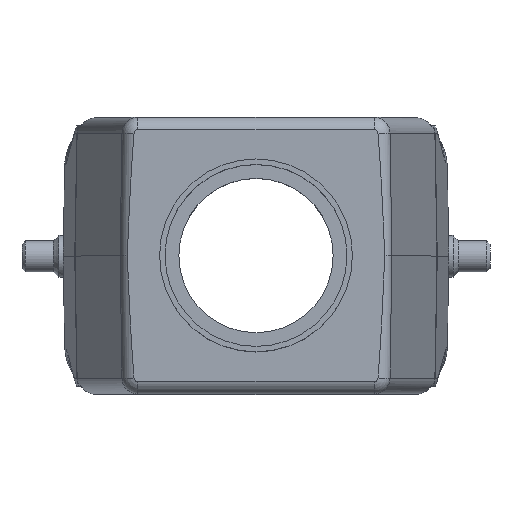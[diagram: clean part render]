
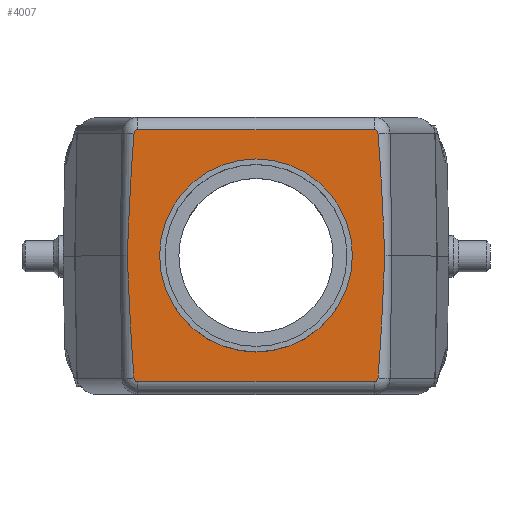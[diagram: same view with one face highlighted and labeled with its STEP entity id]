
A CAD part, top view. The second image highlights one B-rep face of the part: STEP entity #4007.
In plain terms, the highlighted planar face has unit normal (0, 0, 1).
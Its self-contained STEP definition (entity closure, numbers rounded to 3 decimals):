
#2962=FACE_BOUND('',#5048,.T.);
#2963=FACE_BOUND('',#5049,.T.);
#3172=PLANE('',#11461);
#3250=CIRCLE('',#10886,0.579);
#3258=CIRCLE('',#10903,0.579);
#3260=CIRCLE('',#10906,0.579);
#3264=CIRCLE('',#10917,0.579);
#3461=CIRCLE('',#11460,15.);
#4007=ADVANCED_FACE('',(#2962,#2963),#3172,.F.);
#5048=EDGE_LOOP('',(#8252));
#5049=EDGE_LOOP('',(#8253,#8254,#8255,#8256,#8257,#8258,#8259,#8260,#8261,
#8262));
#5125=ELLIPSE('',#10892,143.262,2.5);
#5128=ELLIPSE('',#10900,143.262,2.5);
#5129=ELLIPSE('',#10909,143.262,2.5);
#5131=ELLIPSE('',#10914,143.262,2.5);
#5372=LINE('',#15245,#5869);
#5374=LINE('',#15293,#5871);
#5869=VECTOR('',#11989,1.);
#5871=VECTOR('',#12025,1.);
#8252=ORIENTED_EDGE('',*,*,#10059,.T.);
#8253=ORIENTED_EDGE('',*,*,#9361,.T.);
#8254=ORIENTED_EDGE('',*,*,#9366,.T.);
#8255=ORIENTED_EDGE('',*,*,#9374,.T.);
#8256=ORIENTED_EDGE('',*,*,#9378,.T.);
#8257=ORIENTED_EDGE('',*,*,#9382,.T.);
#8258=ORIENTED_EDGE('',*,*,#9386,.T.);
#8259=ORIENTED_EDGE('',*,*,#9384,.T.);
#8260=ORIENTED_EDGE('',*,*,#9380,.T.);
#8261=ORIENTED_EDGE('',*,*,#9376,.T.);
#8262=ORIENTED_EDGE('',*,*,#9368,.T.);
#8645=VERTEX_POINT('',#15217);
#8646=VERTEX_POINT('',#15218);
#8648=VERTEX_POINT('',#15242);
#8649=VERTEX_POINT('',#15246);
#8652=VERTEX_POINT('',#15278);
#8653=VERTEX_POINT('',#15282);
#8654=VERTEX_POINT('',#15286);
#8655=VERTEX_POINT('',#15290);
#8656=VERTEX_POINT('',#15294);
#8657=VERTEX_POINT('',#15298);
#8984=VERTEX_POINT('',#19572);
#9361=EDGE_CURVE('',#8645,#8646,#3250,.T.);
#9366=EDGE_CURVE('',#8646,#8648,#5125,.T.);
#9368=EDGE_CURVE('',#8649,#8645,#5372,.T.);
#9374=EDGE_CURVE('',#8648,#8652,#5128,.T.);
#9376=EDGE_CURVE('',#8653,#8649,#3258,.T.);
#9378=EDGE_CURVE('',#8652,#8654,#3260,.T.);
#9380=EDGE_CURVE('',#8655,#8653,#5129,.T.);
#9382=EDGE_CURVE('',#8654,#8656,#5374,.T.);
#9384=EDGE_CURVE('',#8657,#8655,#5131,.T.);
#9386=EDGE_CURVE('',#8656,#8657,#3264,.T.);
#10059=EDGE_CURVE('',#8984,#8984,#3461,.T.);
#10886=AXIS2_PLACEMENT_3D('',#15216,#11971,#11972);
#10892=AXIS2_PLACEMENT_3D('',#15241,#11983,#11984);
#10900=AXIS2_PLACEMENT_3D('',#15277,#12001,#12002);
#10903=AXIS2_PLACEMENT_3D('',#15281,#12007,#12008);
#10906=AXIS2_PLACEMENT_3D('',#15285,#12013,#12014);
#10909=AXIS2_PLACEMENT_3D('',#15289,#12019,#12020);
#10914=AXIS2_PLACEMENT_3D('',#15297,#12030,#12031);
#10917=AXIS2_PLACEMENT_3D('',#15301,#12036,#12037);
#11460=AXIS2_PLACEMENT_3D('',#19571,#13434,#13435);
#11461=AXIS2_PLACEMENT_3D('',#19573,#13436,#13437);
#11971=DIRECTION('',(0.,0.,1.));
#11972=DIRECTION('',(-1.,0.,0.));
#11983=DIRECTION('',(0.,0.,1.));
#11984=DIRECTION('',(-0.015,-1.,0.));
#11989=DIRECTION('',(-1.,0.,0.));
#12001=DIRECTION('',(0.,0.,1.));
#12002=DIRECTION('',(0.015,-1.,0.));
#12007=DIRECTION('',(0.,0.,1.));
#12008=DIRECTION('',(-1.,0.,0.));
#12013=DIRECTION('',(0.,0.,1.));
#12014=DIRECTION('',(-1.,0.,0.));
#12019=DIRECTION('',(0.,0.,1.));
#12020=DIRECTION('',(0.015,-1.,0.));
#12025=DIRECTION('',(1.,0.,0.));
#12030=DIRECTION('',(0.,0.,1.));
#12031=DIRECTION('',(-0.015,-1.,0.));
#12036=DIRECTION('',(0.,0.,1.));
#12037=DIRECTION('',(-1.,0.,0.));
#13434=DIRECTION('',(0.,0.,-1.));
#13435=DIRECTION('',(0.,-1.,0.));
#13436=DIRECTION('',(0.,0.,-1.));
#13437=DIRECTION('',(-1.,0.,0.));
#15216=CARTESIAN_POINT('',(-18.394,19.,62.45));
#15217=CARTESIAN_POINT('',(-18.394,19.579,62.45));
#15218=CARTESIAN_POINT('',(-18.971,19.051,62.45));
#15241=CARTESIAN_POINT('',(-20.434,-120.331,62.45));
#15242=CARTESIAN_POINT('',(-20.029,0.,62.45));
#15245=CARTESIAN_POINT('',(-23.214,19.579,62.45));
#15246=CARTESIAN_POINT('',(18.394,19.579,62.45));
#15277=CARTESIAN_POINT('',(-20.434,120.331,62.45));
#15278=CARTESIAN_POINT('',(-18.971,-19.051,62.45));
#15281=CARTESIAN_POINT('',(18.394,19.,62.45));
#15282=CARTESIAN_POINT('',(18.971,19.051,62.45));
#15285=CARTESIAN_POINT('',(-18.394,-19.,62.45));
#15286=CARTESIAN_POINT('',(-18.394,-19.579,62.45));
#15289=CARTESIAN_POINT('',(20.434,-120.331,62.45));
#15290=CARTESIAN_POINT('',(20.029,0.,62.45));
#15293=CARTESIAN_POINT('',(-20.77,-19.579,62.45));
#15294=CARTESIAN_POINT('',(18.394,-19.579,62.45));
#15297=CARTESIAN_POINT('',(20.434,120.331,62.45));
#15298=CARTESIAN_POINT('',(18.971,-19.051,62.45));
#15301=CARTESIAN_POINT('',(18.394,-19.,62.45));
#19571=CARTESIAN_POINT('',(0.,0.,62.45));
#19572=CARTESIAN_POINT('',(0.,-15.,62.45));
#19573=CARTESIAN_POINT('',(40.,30.,62.45));
